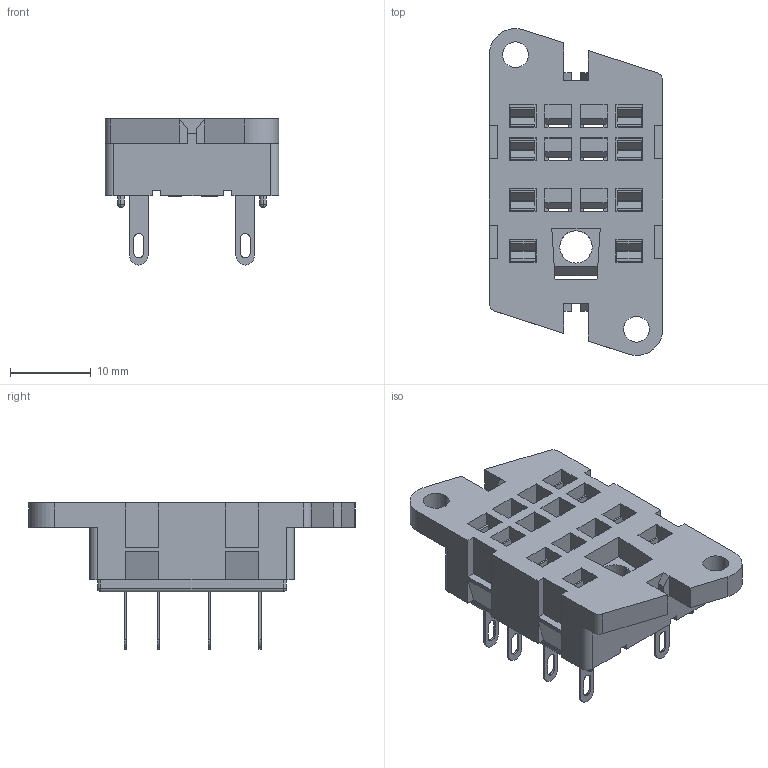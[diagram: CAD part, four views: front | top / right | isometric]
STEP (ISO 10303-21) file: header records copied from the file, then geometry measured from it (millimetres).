
FILE_DESCRIPTION (( 'STEP AP214' ), '1' );
FILE_NAME ('G4_2.STEP', '2014-10-03T10:12:02', ( '' ), ( '' ), 'SwSTEP 2.0', 'SolidWorks 2012', '' );
FILE_SCHEMA (( 'AUTOMOTIVE_DESIGN' ));
Length unit declared in the file: millimetre
Products named in the file (1): G4_2
Bounding box: 21.5 x 40.5 x 18.1 mm (x, y, z)
Volume: 4416.2 mm3; surface area: 5481.6 mm2
Topology: 1 solids, 1 shells, 827 faces, 2355 edges, 1534 vertices
Faces by surface type: plane 603, bspline 126, cylinder 90, sphere 8
Entity records: 42306 total; most frequent: CARTESIAN_POINT 12299, ORIENTED_EDGE 4694, DIRECTION 3685, EDGE_CURVE 2347, VECTOR 1909, LINE 1909, VERTEX_POINT 1534, EDGE_LOOP 907
